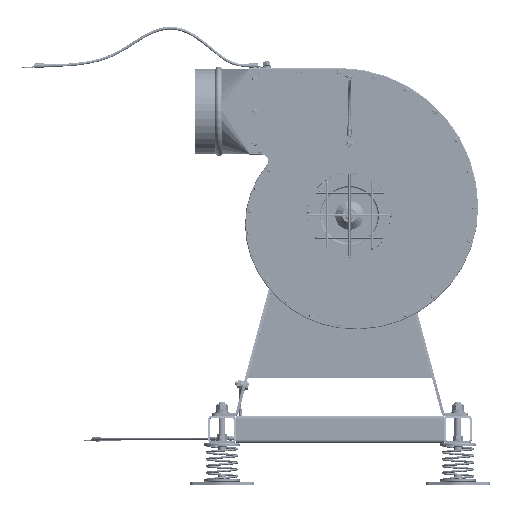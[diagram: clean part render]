
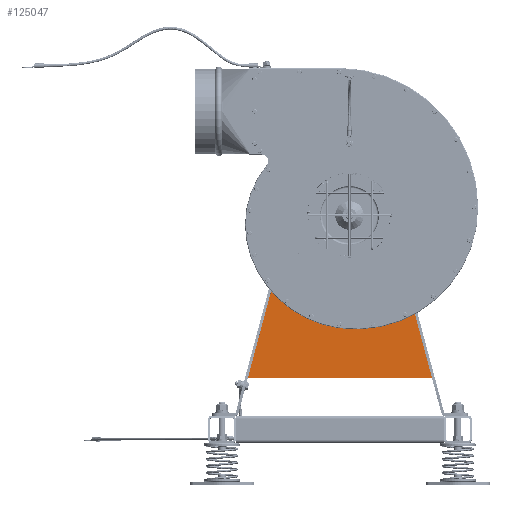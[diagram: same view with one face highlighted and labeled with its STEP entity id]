
A CAD part, top view. The second image highlights one B-rep face of the part: STEP entity #125047.
In plain terms, the highlighted planar face has unit normal (0, 0, 1).
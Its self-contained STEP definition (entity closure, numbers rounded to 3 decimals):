
#3752=PLANE('',#134598);
#12024=FACE_OUTER_BOUND('',#19311,.T.);
#19311=EDGE_LOOP('',(#89431,#89432,#89433,#89434,#89435,#89436,#89437,#89438,
#89439,#89440,#89441,#89442));
#27652=LINE('',#189887,#37371);
#27656=LINE('',#189896,#37375);
#27658=LINE('',#189902,#37377);
#27664=LINE('',#189914,#37383);
#27665=LINE('',#189918,#37384);
#27676=LINE('',#189937,#37395);
#27679=LINE('',#189941,#37398);
#27680=LINE('',#189943,#37399);
#27681=LINE('',#189945,#37400);
#27682=LINE('',#189946,#37401);
#27683=LINE('',#189947,#37402);
#27684=LINE('',#189948,#37403);
#37371=VECTOR('',#152848,10.);
#37375=VECTOR('',#152854,10.);
#37377=VECTOR('',#152858,10.);
#37383=VECTOR('',#152866,10.);
#37384=VECTOR('',#152869,10.);
#37395=VECTOR('',#152884,10.);
#37398=VECTOR('',#152889,10.);
#37399=VECTOR('',#152892,10.);
#37400=VECTOR('',#152895,10.);
#37401=VECTOR('',#152896,10.);
#37402=VECTOR('',#152897,10.);
#37403=VECTOR('',#152898,10.);
#52879=VERTEX_POINT('',#189880);
#52882=VERTEX_POINT('',#189885);
#52883=VERTEX_POINT('',#189889);
#52886=VERTEX_POINT('',#189894);
#52887=VERTEX_POINT('',#189898);
#52889=VERTEX_POINT('',#189901);
#52892=VERTEX_POINT('',#189908);
#52894=VERTEX_POINT('',#189912);
#52895=VERTEX_POINT('',#189916);
#52896=VERTEX_POINT('',#189917);
#52901=VERTEX_POINT('',#189935);
#52902=VERTEX_POINT('',#189936);
#66460=EDGE_CURVE('',#52882,#52879,#27652,.T.);
#66464=EDGE_CURVE('',#52886,#52883,#27656,.T.);
#66466=EDGE_CURVE('',#52887,#52889,#27658,.T.);
#66472=EDGE_CURVE('',#52894,#52892,#27664,.T.);
#66473=EDGE_CURVE('',#52895,#52896,#27665,.T.);
#66484=EDGE_CURVE('',#52901,#52902,#27676,.T.);
#66487=EDGE_CURVE('',#52896,#52901,#27679,.T.);
#66488=EDGE_CURVE('',#52889,#52882,#27680,.T.);
#66489=EDGE_CURVE('',#52883,#52895,#27681,.T.);
#66490=EDGE_CURVE('',#52879,#52886,#27682,.T.);
#66491=EDGE_CURVE('',#52892,#52887,#27683,.T.);
#66492=EDGE_CURVE('',#52902,#52894,#27684,.T.);
#89431=ORIENTED_EDGE('',*,*,#66473,.F.);
#89432=ORIENTED_EDGE('',*,*,#66489,.F.);
#89433=ORIENTED_EDGE('',*,*,#66464,.F.);
#89434=ORIENTED_EDGE('',*,*,#66490,.F.);
#89435=ORIENTED_EDGE('',*,*,#66460,.F.);
#89436=ORIENTED_EDGE('',*,*,#66488,.F.);
#89437=ORIENTED_EDGE('',*,*,#66466,.F.);
#89438=ORIENTED_EDGE('',*,*,#66491,.F.);
#89439=ORIENTED_EDGE('',*,*,#66472,.F.);
#89440=ORIENTED_EDGE('',*,*,#66492,.F.);
#89441=ORIENTED_EDGE('',*,*,#66484,.F.);
#89442=ORIENTED_EDGE('',*,*,#66487,.F.);
#125047=ADVANCED_FACE('',(#12024),#3752,.T.);
#134598=AXIS2_PLACEMENT_3D('',#189944,#152893,#152894);
#152848=DIRECTION('',(0.259,0.966,0.));
#152854=DIRECTION('',(0.259,0.966,0.));
#152858=DIRECTION('',(0.259,-0.966,0.));
#152866=DIRECTION('',(0.259,-0.966,0.));
#152869=DIRECTION('',(0.793,0.609,0.));
#152884=DIRECTION('',(0.793,-0.609,0.));
#152889=DIRECTION('',(1.,0.,0.));
#152892=DIRECTION('',(-1.,0.,0.));
#152893=DIRECTION('center_axis',(0.,0.,
1.));
#152894=DIRECTION('ref_axis',(1.,0.,0.));
#152895=DIRECTION('',(0.259,0.966,0.));
#152896=DIRECTION('',(0.259,0.966,0.));
#152897=DIRECTION('',(0.259,-0.966,0.));
#152898=DIRECTION('',(0.259,-0.966,0.));
#189880=CARTESIAN_POINT('',(-124.152,-293.634,-270.));
#189885=CARTESIAN_POINT('',(-126.67,-303.032,-270.));
#189887=CARTESIAN_POINT('',(-126.67,-303.032,-270.));
#189889=CARTESIAN_POINT('',(-83.776,-142.949,-270.));
#189894=CARTESIAN_POINT('',(-87.659,-157.438,-270.));
#189896=CARTESIAN_POINT('',(-126.67,-303.032,-270.));
#189898=CARTESIAN_POINT('',(139.914,-293.634,-270.));
#189901=CARTESIAN_POINT('',(142.432,-303.032,-270.));
#189902=CARTESIAN_POINT('',(96.881,-133.032,-270.));
#189908=CARTESIAN_POINT('',(103.421,-157.438,-270.));
#189912=CARTESIAN_POINT('',(99.538,-142.949,-270.));
#189914=CARTESIAN_POINT('',(96.881,-133.032,-270.));
#189916=CARTESIAN_POINT('',(-83.707,-142.692,-270.));
#189917=CARTESIAN_POINT('',(-71.119,-133.032,-270.));
#189918=CARTESIAN_POINT('',(-72.27,-133.916,-270.));
#189935=CARTESIAN_POINT('',(86.881,-133.032,-270.));
#189936=CARTESIAN_POINT('',(99.469,-142.692,-270.));
#189937=CARTESIAN_POINT('',(88.032,-133.916,-270.));
#189941=CARTESIAN_POINT('',(-81.119,-133.032,-270.));
#189943=CARTESIAN_POINT('',(142.432,-303.032,-270.));
#189944=CARTESIAN_POINT('Origin',(7.881,-227.723,-270.));
#189945=CARTESIAN_POINT('',(-101.391,-208.687,-270.));
#189946=CARTESIAN_POINT('',(-101.391,-208.687,-270.));
#189947=CARTESIAN_POINT('',(117.153,-208.687,-270.));
#189948=CARTESIAN_POINT('',(117.153,-208.687,-270.));
